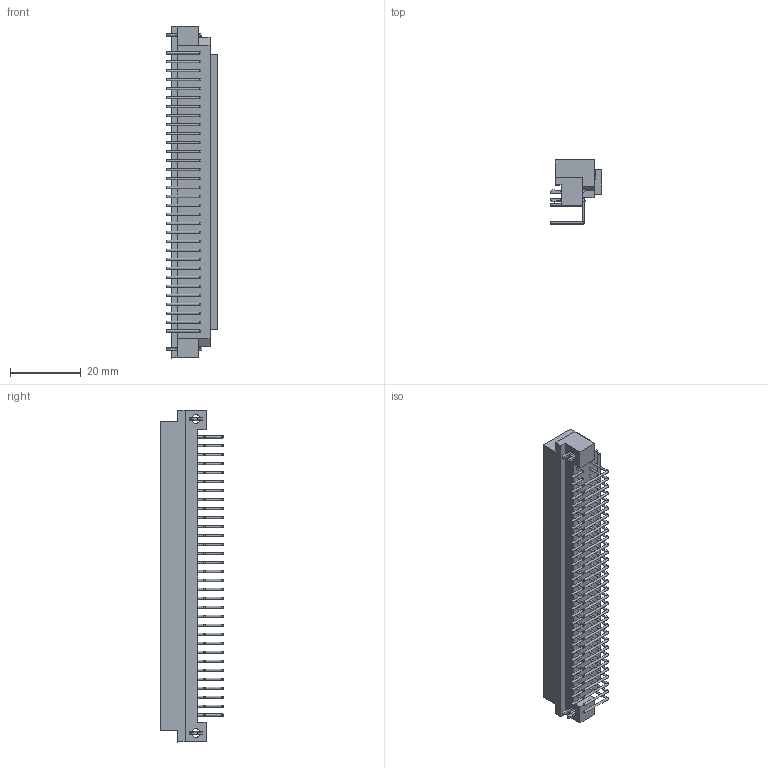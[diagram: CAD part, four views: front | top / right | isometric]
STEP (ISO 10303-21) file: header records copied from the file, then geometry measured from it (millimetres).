
FILE_DESCRIPTION(/* description */ (''),/* implementation_level */ '2;1');
FILE_NAME(/* name */ '100705446ugm000_a.stp',/* time_stamp */ '2017-03-21T13:13:42+01:00',/* author */ (''),/* organization */ (''),/* preprocessor_version */ 'ST-DEVELOPER v16',/* originating_system */ 'SIEMENS PLM Software NX 10.0',/* authorisation */ '');
FILE_SCHEMA (('AUTOMOTIVE_DESIGN { 1 0 10303 214 3 1 1 1 }'));
Length unit declared in the file: millimetre
Products named in the file (1): 100705446ugm000_a
Bounding box: 14.45 x 18.02 x 94 mm (x, y, z)
Volume: 6322.3 mm3; surface area: 8713.3 mm2
Topology: 1 solids, 5 shells, 696 faces, 1712 edges, 1008 vertices
Faces by surface type: plane 384, cylinder 248, sphere 64
Full cylindrical faces by diameter (mm): 0.6 x192, 2.5 x2
Entity records: 22587 total; most frequent: CARTESIAN_POINT 4279, DIRECTION 3184, ORIENTED_EDGE 2776, EDGE_CURVE 1388, AXIS2_PLACEMENT_3D 1191, EDGE_LOOP 1040, VERTEX_POINT 1006, LINE 802
